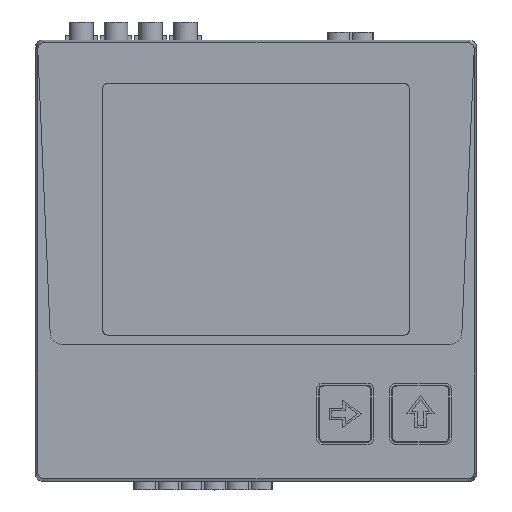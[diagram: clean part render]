
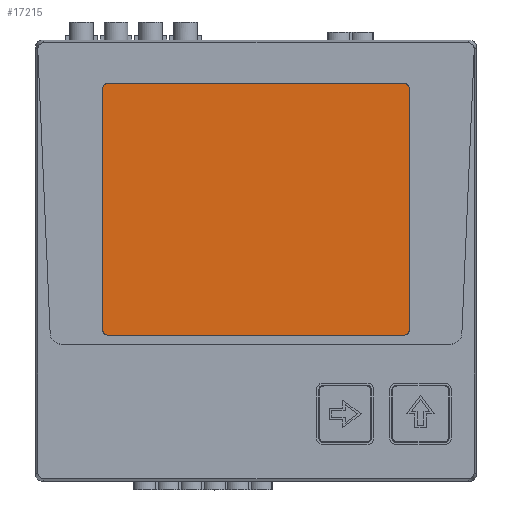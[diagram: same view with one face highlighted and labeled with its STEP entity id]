
A CAD part, top view. The second image highlights one B-rep face of the part: STEP entity #17215.
In plain terms, the highlighted planar face has unit normal (0, 0, 1).
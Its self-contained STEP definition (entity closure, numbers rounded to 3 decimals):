
#16960=AXIS2_PLACEMENT_3D('Circle Axis2P3D',#16958,#16959,$) ;
#17038=AXIS2_PLACEMENT_3D('Circle Axis2P3D',#17036,#17037,$) ;
#17102=AXIS2_PLACEMENT_3D('Circle Axis2P3D',#17100,#17101,$) ;
#17166=AXIS2_PLACEMENT_3D('Circle Axis2P3D',#17164,#17165,$) ;
#17203=AXIS2_PLACEMENT_3D('Plane Axis2P3D',#17200,#17201,#17202) ;
#16955=CARTESIAN_POINT('Vertex',(14.75,87.85,49.5)) ;
#16958=CARTESIAN_POINT('Axis2P3D Location',(15.75,87.85,49.5)) ;
#16962=CARTESIAN_POINT('Vertex',(15.75,88.85,49.5)) ;
#17001=CARTESIAN_POINT('Vertex',(14.75,34.85,49.5)) ;
#17004=CARTESIAN_POINT('Line Origine',(14.75,61.35,49.5)) ;
#17033=CARTESIAN_POINT('Vertex',(15.75,33.85,49.5)) ;
#17036=CARTESIAN_POINT('Axis2P3D Location',(15.75,34.85,49.5)) ;
#17065=CARTESIAN_POINT('Vertex',(80.75,33.85,49.5)) ;
#17068=CARTESIAN_POINT('Line Origine',(48.25,33.85,49.5)) ;
#17097=CARTESIAN_POINT('Vertex',(81.75,34.85,49.5)) ;
#17100=CARTESIAN_POINT('Axis2P3D Location',(80.75,34.85,49.5)) ;
#17129=CARTESIAN_POINT('Vertex',(81.75,87.85,49.5)) ;
#17132=CARTESIAN_POINT('Line Origine',(81.75,61.35,49.5)) ;
#17161=CARTESIAN_POINT('Vertex',(80.75,88.85,49.5)) ;
#17164=CARTESIAN_POINT('Axis2P3D Location',(80.75,87.85,49.5)) ;
#17187=CARTESIAN_POINT('Line Origine',(48.25,88.85,49.5)) ;
#17200=CARTESIAN_POINT('Axis2P3D Location',(0.,0.,49.5)) ;
#16959=DIRECTION('Axis2P3D Direction',(0.,0.,1.)) ;
#17005=DIRECTION('Vector Direction',(0.,-1.,0.)) ;
#17037=DIRECTION('Axis2P3D Direction',(0.,0.,1.)) ;
#17069=DIRECTION('Vector Direction',(-1.,0.,0.)) ;
#17101=DIRECTION('Axis2P3D Direction',(0.,0.,1.)) ;
#17133=DIRECTION('Vector Direction',(0.,1.,0.)) ;
#17165=DIRECTION('Axis2P3D Direction',(0.,0.,1.)) ;
#17188=DIRECTION('Vector Direction',(1.,0.,0.)) ;
#17201=DIRECTION('Axis2P3D Direction',(0.,0.,1.)) ;
#17202=DIRECTION('Axis2P3D XDirection',(1.,0.,0.)) ;
#17006=VECTOR('Line Direction',#17005,1.) ;
#17070=VECTOR('Line Direction',#17069,1.) ;
#17134=VECTOR('Line Direction',#17133,1.) ;
#17189=VECTOR('Line Direction',#17188,1.) ;
#17206=ORIENTED_EDGE('',*,*,#16964,.T.) ;
#17207=ORIENTED_EDGE('',*,*,#17008,.T.) ;
#17208=ORIENTED_EDGE('',*,*,#17040,.T.) ;
#17209=ORIENTED_EDGE('',*,*,#17072,.T.) ;
#17210=ORIENTED_EDGE('',*,*,#17104,.T.) ;
#17211=ORIENTED_EDGE('',*,*,#17136,.T.) ;
#17212=ORIENTED_EDGE('',*,*,#17168,.T.) ;
#17213=ORIENTED_EDGE('',*,*,#17191,.T.) ;
#17215=ADVANCED_FACE('MONITOR',(#17214),#17204,.T.) ;
#16961=CIRCLE('generated circle',#16960,1.) ;
#17039=CIRCLE('generated circle',#17038,1.) ;
#17103=CIRCLE('generated circle',#17102,1.) ;
#17167=CIRCLE('generated circle',#17166,1.) ;
#16964=EDGE_CURVE('',#16963,#16956,#16961,.T.) ;
#17008=EDGE_CURVE('',#16956,#17002,#17007,.T.) ;
#17040=EDGE_CURVE('',#17002,#17034,#17039,.T.) ;
#17072=EDGE_CURVE('',#17034,#17066,#17071,.F.) ;
#17104=EDGE_CURVE('',#17066,#17098,#17103,.T.) ;
#17136=EDGE_CURVE('',#17098,#17130,#17135,.T.) ;
#17168=EDGE_CURVE('',#17130,#17162,#17167,.T.) ;
#17191=EDGE_CURVE('',#17162,#16963,#17190,.F.) ;
#17205=EDGE_LOOP('',(#17206,#17207,#17208,#17209,#17210,#17211,#17212,#17213)) ;
#17214=FACE_OUTER_BOUND('',#17205,.T.) ;
#17007=LINE('Line',#17004,#17006) ;
#17071=LINE('Line',#17068,#17070) ;
#17135=LINE('Line',#17132,#17134) ;
#17190=LINE('Line',#17187,#17189) ;
#17204=PLANE('',#17203) ;
#16956=VERTEX_POINT('',#16955) ;
#16963=VERTEX_POINT('',#16962) ;
#17002=VERTEX_POINT('',#17001) ;
#17034=VERTEX_POINT('',#17033) ;
#17066=VERTEX_POINT('',#17065) ;
#17098=VERTEX_POINT('',#17097) ;
#17130=VERTEX_POINT('',#17129) ;
#17162=VERTEX_POINT('',#17161) ;
